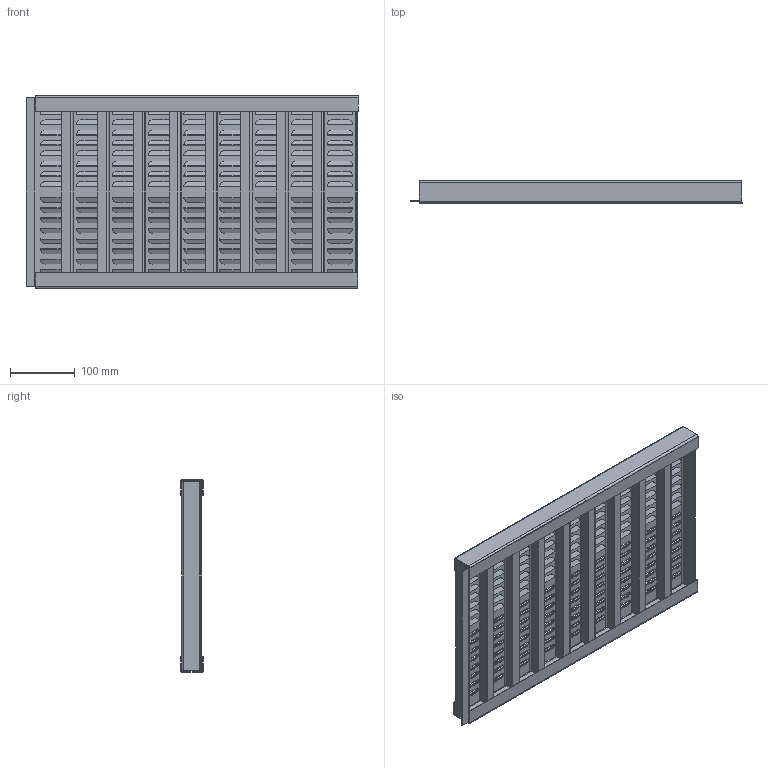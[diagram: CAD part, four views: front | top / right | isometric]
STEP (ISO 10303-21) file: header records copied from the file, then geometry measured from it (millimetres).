
FILE_DESCRIPTION((''),'2;1');
FILE_NAME('4009003015938-Schlitzlochabdeckung 0.5 m.stp','2014-02-18T15:27:24',('mfischer'),(''),'Autodesk Inventor 2013','Autodesk Inventor 2013','');
FILE_SCHEMA(('AUTOMOTIVE_DESIGN { 1 0 10303 214 1 1 1 1 }'));
Length unit declared in the file: millimetre
Products named in the file (3): Schlitzlochabdeckung 0.5 m; Lüftungsgitter; Randeinfassung 500 mm
Assembly tree (11 placements, depth 2):
  Schlitzlochabdeckung 0.5 m
    Lüftungsgitter  x9
    Randeinfassung 500 mm  x2
Bounding box: 514.5 x 35 x 299 mm (x, y, z)
Volume: 763163.1 mm3; surface area: 856955.2 mm2
Topology: 11 solids, 11 shells, 3374 faces, 9736 edges, 5808 vertices
Faces by surface type: plane 2160, cylinder 638, bspline 576
Entity records: 13717 total; most frequent: CARTESIAN_POINT 3274, ORIENTED_EDGE 2232, DIRECTION 2172, EDGE_CURVE 1116, VECTOR 744, LINE 744, AXIS2_PLACEMENT_3D 714, VERTEX_POINT 664
